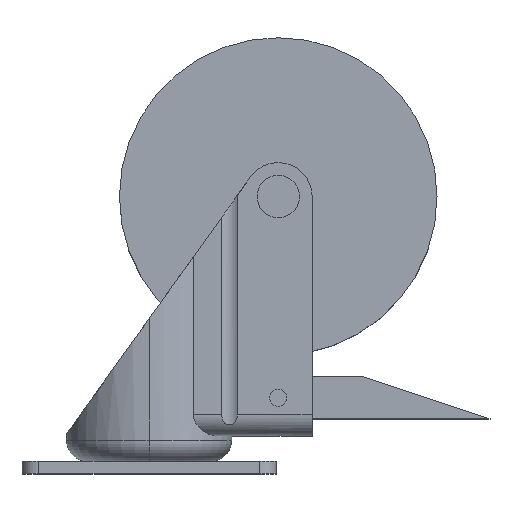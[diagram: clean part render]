
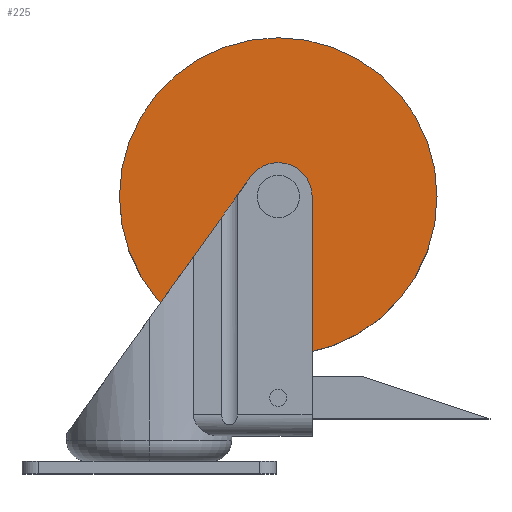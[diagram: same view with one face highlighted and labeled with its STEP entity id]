
A CAD part, top view. The second image highlights one B-rep face of the part: STEP entity #225.
In plain terms, the highlighted planar face has unit normal (0, 0, 1).
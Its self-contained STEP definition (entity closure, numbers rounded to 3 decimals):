
#115 = VERTEX_POINT ( 'NONE', #1026 ) ;
#189 = CARTESIAN_POINT ( 'NONE',  ( 17., 65.49, -11.5 ) ) ;
#225 = ADVANCED_FACE ( 'NONE', ( #425, #1391 ), #1587, .T. ) ;
#284 = VERTEX_POINT ( 'NONE', #2926 ) ;
#374 = EDGE_CURVE ( 'NONE', #284, #115, #2499, .T. ) ;
#425 = FACE_OUTER_BOUND ( 'NONE', #1710, .T. ) ;
#436 = CIRCLE ( 'NONE', #1341, 5. ) ;
#446 = ORIENTED_EDGE ( 'NONE', *, *, #1151, .T. ) ;
#467 = CARTESIAN_POINT ( 'NONE',  ( 92., 65.49, -11.5 ) ) ;
#485 = CIRCLE ( 'NONE', #2562, 37.5 ) ;
#673 = CARTESIAN_POINT ( 'NONE',  ( 54.5, 65.49, -11.5 ) ) ;
#676 = AXIS2_PLACEMENT_3D ( 'NONE', #2049, #2294, #3010 ) ;
#702 = CARTESIAN_POINT ( 'NONE',  ( 54.5, 65.49, -11.5 ) ) ;
#711 = ORIENTED_EDGE ( 'NONE', *, *, #3126, .T. ) ;
#929 = DIRECTION ( 'NONE',  ( 0., 0., 1. ) ) ;
#1026 = CARTESIAN_POINT ( 'NONE',  ( 49.5, 65.49, -11.5 ) ) ;
#1064 = EDGE_CURVE ( 'NONE', #115, #284, #436, .T. ) ;
#1151 = EDGE_CURVE ( 'NONE', #1158, #1520, #485, .T. ) ;
#1158 = VERTEX_POINT ( 'NONE', #467 ) ;
#1165 = DIRECTION ( 'NONE',  ( -1., 0., 0. ) ) ;
#1341 = AXIS2_PLACEMENT_3D ( 'NONE', #702, #2656, #1887 ) ;
#1388 = AXIS2_PLACEMENT_3D ( 'NONE', #673, #1654, #2613 ) ;
#1391 = FACE_BOUND ( 'NONE', #2723, .T. ) ;
#1520 = VERTEX_POINT ( 'NONE', #189 ) ;
#1587 = PLANE ( 'NONE',  #676 ) ;
#1654 = DIRECTION ( 'NONE',  ( 0., 0., 1. ) ) ;
#1710 = EDGE_LOOP ( 'NONE', ( #446, #711 ) ) ;
#1717 = CARTESIAN_POINT ( 'NONE',  ( 54.5, 65.49, -11.5 ) ) ;
#1734 = DIRECTION ( 'NONE',  ( 0., 0., 1. ) ) ;
#1887 = DIRECTION ( 'NONE',  ( -1., 0., 0. ) ) ;
#2008 = AXIS2_PLACEMENT_3D ( 'NONE', #1717, #1734, #2684 ) ;
#2024 = ORIENTED_EDGE ( 'NONE', *, *, #374, .F. ) ;
#2049 = CARTESIAN_POINT ( 'NONE',  ( 54.5, 65.49, -11.5 ) ) ;
#2294 = DIRECTION ( 'NONE',  ( 0., 0., 1. ) ) ;
#2356 = CIRCLE ( 'NONE', #2008, 37.5 ) ;
#2499 = CIRCLE ( 'NONE', #1388, 5. ) ;
#2562 = AXIS2_PLACEMENT_3D ( 'NONE', #2606, #929, #1165 ) ;
#2606 = CARTESIAN_POINT ( 'NONE',  ( 54.5, 65.49, -11.5 ) ) ;
#2613 = DIRECTION ( 'NONE',  ( -1., 0., 0. ) ) ;
#2656 = DIRECTION ( 'NONE',  ( 0., 0., 1. ) ) ;
#2684 = DIRECTION ( 'NONE',  ( -1., 0., 0. ) ) ;
#2723 = EDGE_LOOP ( 'NONE', ( #2024, #3064 ) ) ;
#2926 = CARTESIAN_POINT ( 'NONE',  ( 59.5, 65.49, -11.5 ) ) ;
#3010 = DIRECTION ( 'NONE',  ( -1., 0., 0. ) ) ;
#3064 = ORIENTED_EDGE ( 'NONE', *, *, #1064, .F. ) ;
#3126 = EDGE_CURVE ( 'NONE', #1520, #1158, #2356, .T. ) ;
